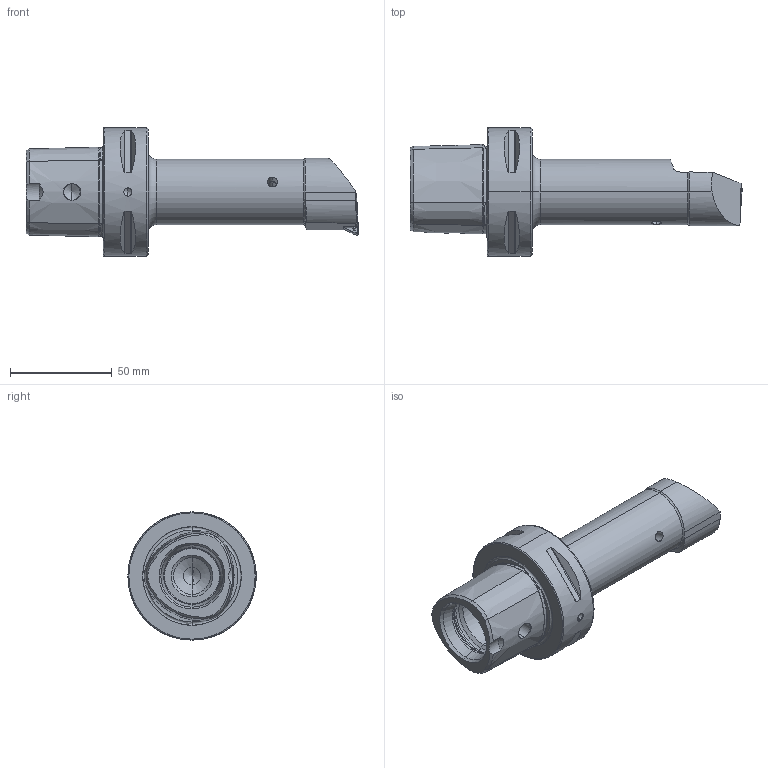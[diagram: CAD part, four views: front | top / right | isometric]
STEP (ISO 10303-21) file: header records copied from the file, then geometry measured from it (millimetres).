
FILE_DESCRIPTION (( 'STEP AP203' ), '1' );
FILE_NAME ('PS6-BGB.RGA.125.STEP', '2013-06-24T08:03:03', ( 'baer' ), ( 'Hewlett-Packard Company' ), 'SwSTEP 2.0', 'SolidWorks 2012', '' );
FILE_SCHEMA (( 'CONFIG_CONTROL_DESIGN' ));
Length unit declared in the file: millimetre
Products named in the file (6): PS6-BGB.RGA.125; WGB-ER3.001.007_A; LT16EL; WGB-ER2.101.003_A; WGB-ER2.001.012_A; PS6-BGB.RGA.125_B_Fertigbearbeitung
Assembly tree (5 placements, depth 2):
  PS6-BGB.RGA.125
    PS6-BGB.RGA.125_B_Fertigbearbeitung
    WGB-ER2.001.012_A
    WGB-ER2.101.003_A
    LT16EL
    WGB-ER3.001.007_A
Bounding box: 163 x 63 x 63 mm (x, y, z)
Volume: 165758.6 mm3; surface area: 32977.5 mm2
Topology: 5 solids, 5 shells, 296 faces, 721 edges, 436 vertices
Faces by surface type: cylinder 99, plane 87, cone 71, torus 39
Entity records: 9964 total; most frequent: CARTESIAN_POINT 2463, DIRECTION 1494, ORIENTED_EDGE 1418, EDGE_CURVE 709, AXIS2_PLACEMENT_3D 588, VERTEX_POINT 436, EDGE_LOOP 319, LINE 318
